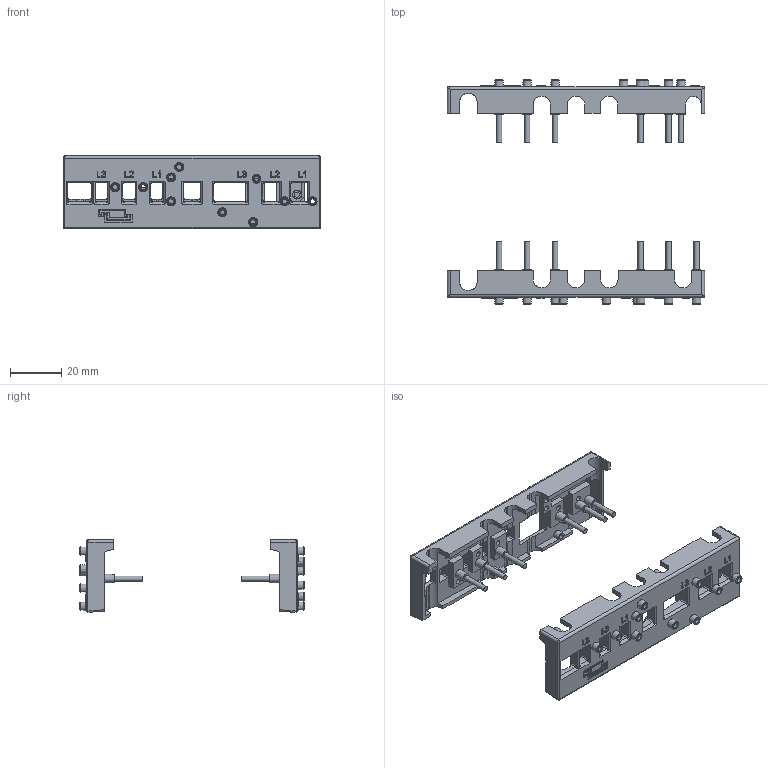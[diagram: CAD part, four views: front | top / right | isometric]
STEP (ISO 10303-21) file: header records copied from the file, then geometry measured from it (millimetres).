
FILE_DESCRIPTION(/* description */ (''),/* implementation_level */ '2;1');
FILE_NAME(/* name */ 'FILE_STP_CAD_DRAWING_BFX3102_CATALOG_prt.stp',/* time_stamp */ '2020-11-20T12:07:19+01:00',/* author */ (''),/* organization */ (''),/* preprocessor_version */ 'ST-DEVELOPER v16.7',/* originating_system */ 'SIEMENS PLM Software NX 12.0',/* authorisation */ '');
FILE_SCHEMA (('AUTOMOTIVE_DESIGN { 1 0 10303 214 3 1 1 1 }'));
Length unit declared in the file: millimetre
Products named in the file (1): BFX3102_CATALOG
Bounding box: 100 x 87.2 x 28.35 mm (x, y, z)
Surface area: 20835.3 mm2 (no closed solid volume)
Topology: 0 solids, 14 shells, 1089 faces, 3258 edges, 2143 vertices
Faces by surface type: plane 636, cylinder 283, bspline 116, cone 31, torus 19, sphere 4
Full cylindrical faces by diameter (mm): 2 x51
Entity records: 37009 total; most frequent: CARTESIAN_POINT 8450, ORIENTED_EDGE 5891, DIRECTION 5512, EDGE_CURVE 3130, VERTEX_POINT 2121, LINE 2084, VECTOR 2084, AXIS2_PLACEMENT_3D 1714
